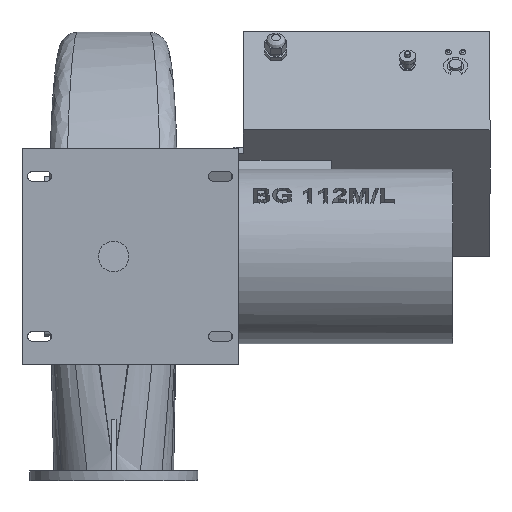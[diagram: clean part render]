
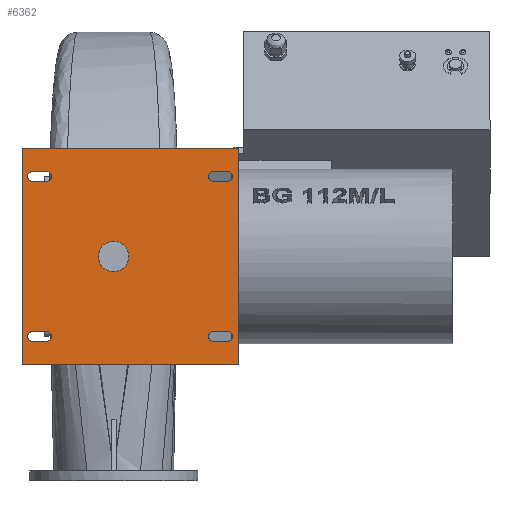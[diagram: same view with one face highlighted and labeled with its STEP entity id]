
A CAD part, left-side view. The second image highlights one B-rep face of the part: STEP entity #6362.
In plain terms, the highlighted planar face has unit normal (-1, 0, 0).
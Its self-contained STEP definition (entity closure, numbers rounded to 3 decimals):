
#5246=CARTESIAN_POINT('',(0.,155.5,-154.));
#5247=VERTEX_POINT('',#5246);
#5248=CARTESIAN_POINT('',(0.,155.5,-135.));
#5249=DIRECTION('',(-1.0,0.0,0.0));
#5250=DIRECTION('',(0.0,0.0,1.0));
#5251=AXIS2_PLACEMENT_3D('',#5248,#5249,#5250);
#5252=CIRCLE('',#5251,19.0);
#5253=EDGE_CURVE('',#5247,#5247,#5252,.T.);
#5585=CARTESIAN_POINT('',(0.,0.,-270.));
#5586=VERTEX_POINT('',#5585);
#5593=CARTESIAN_POINT('',(0.,270.,-270.));
#5594=VERTEX_POINT('',#5593);
#5595=CARTESIAN_POINT('',(0.,0.,-270.));
#5596=DIRECTION('',(0.0,1.0,0.0));
#5597=VECTOR('',#5596,270.0);
#5598=LINE('',#5595,#5597);
#5599=EDGE_CURVE('',#5586,#5594,#5598,.T.);
#5682=CARTESIAN_POINT('',(0.,31.,-29.));
#5683=VERTEX_POINT('',#5682);
#5690=CARTESIAN_POINT('',(0.,31.,-41.));
#5691=VERTEX_POINT('',#5690);
#5692=CARTESIAN_POINT('',(0.,31.,-35.));
#5693=DIRECTION('',(-1.0,0.0,0.0));
#5694=DIRECTION('',(0.0,0.0,-1.0));
#5695=AXIS2_PLACEMENT_3D('',#5692,#5693,#5694);
#5696=CIRCLE('',#5695,6.0);
#5697=EDGE_CURVE('',#5683,#5691,#5696,.T.);
#5721=CARTESIAN_POINT('',(0.,13.,-29.));
#5722=VERTEX_POINT('',#5721);
#5729=CARTESIAN_POINT('',(0.,13.,-29.));
#5730=DIRECTION('',(0.0,1.0,0.0));
#5731=VECTOR('',#5730,18.);
#5732=LINE('',#5729,#5731);
#5733=EDGE_CURVE('',#5722,#5683,#5732,.T.);
#5753=CARTESIAN_POINT('',(0.,13.,-41.));
#5754=VERTEX_POINT('',#5753);
#5761=CARTESIAN_POINT('',(0.,13.,-35.));
#5762=DIRECTION('',(-1.0,0.0,0.0));
#5763=DIRECTION('',(0.0,0.0,1.0));
#5764=AXIS2_PLACEMENT_3D('',#5761,#5762,#5763);
#5765=CIRCLE('',#5764,6.);
#5766=EDGE_CURVE('',#5754,#5722,#5765,.T.);
#5784=CARTESIAN_POINT('',(0.,31.,-41.));
#5785=DIRECTION('',(0.0,-1.0,0.0));
#5786=VECTOR('',#5785,18.);
#5787=LINE('',#5784,#5786);
#5788=EDGE_CURVE('',#5691,#5754,#5787,.T.);
#5809=CARTESIAN_POINT('',(0.,31.,-241.));
#5810=VERTEX_POINT('',#5809);
#5817=CARTESIAN_POINT('',(0.,13.,-241.));
#5818=VERTEX_POINT('',#5817);
#5819=CARTESIAN_POINT('',(0.,31.,-241.));
#5820=DIRECTION('',(0.0,-1.0,0.0));
#5821=VECTOR('',#5820,18.);
#5822=LINE('',#5819,#5821);
#5823=EDGE_CURVE('',#5810,#5818,#5822,.T.);
#5849=CARTESIAN_POINT('',(0.,13.,-229.));
#5850=VERTEX_POINT('',#5849);
#5851=CARTESIAN_POINT('',(0.,13.,-235.));
#5852=DIRECTION('',(-1.0,0.0,0.0));
#5853=DIRECTION('',(0.0,0.0,1.0));
#5854=AXIS2_PLACEMENT_3D('',#5851,#5852,#5853);
#5855=CIRCLE('',#5854,6.);
#5856=EDGE_CURVE('',#5818,#5850,#5855,.T.);
#5881=CARTESIAN_POINT('',(0.,31.,-229.));
#5882=VERTEX_POINT('',#5881);
#5883=CARTESIAN_POINT('',(0.,13.,-229.));
#5884=DIRECTION('',(0.0,1.0,0.0));
#5885=VECTOR('',#5884,18.);
#5886=LINE('',#5883,#5885);
#5887=EDGE_CURVE('',#5850,#5882,#5886,.T.);
#5911=CARTESIAN_POINT('',(0.,31.,-235.));
#5912=DIRECTION('',(-1.0,0.0,0.0));
#5913=DIRECTION('',(0.0,0.0,-1.0));
#5914=AXIS2_PLACEMENT_3D('',#5911,#5912,#5913);
#5915=CIRCLE('',#5914,6.0);
#5916=EDGE_CURVE('',#5882,#5810,#5915,.T.);
#5938=CARTESIAN_POINT('',(0.,257.,-229.));
#5939=VERTEX_POINT('',#5938);
#5946=CARTESIAN_POINT('',(0.,257.,-241.));
#5947=VERTEX_POINT('',#5946);
#5948=CARTESIAN_POINT('',(0.,257.,-235.));
#5949=DIRECTION('',(-1.0,0.0,0.0));
#5950=DIRECTION('',(0.0,0.0,1.0));
#5951=AXIS2_PLACEMENT_3D('',#5948,#5949,#5950);
#5952=CIRCLE('',#5951,6.);
#5953=EDGE_CURVE('',#5939,#5947,#5952,.T.);
#5977=CARTESIAN_POINT('',(0.,239.,-229.));
#5978=VERTEX_POINT('',#5977);
#5985=CARTESIAN_POINT('',(0.,239.,-229.));
#5986=DIRECTION('',(0.0,1.0,0.0));
#5987=VECTOR('',#5986,18.);
#5988=LINE('',#5985,#5987);
#5989=EDGE_CURVE('',#5978,#5939,#5988,.T.);
#6009=CARTESIAN_POINT('',(0.,239.,-241.));
#6010=VERTEX_POINT('',#6009);
#6017=CARTESIAN_POINT('',(0.,239.,-235.));
#6018=DIRECTION('',(-1.0,0.0,0.0));
#6019=DIRECTION('',(0.0,0.0,-1.0));
#6020=AXIS2_PLACEMENT_3D('',#6017,#6018,#6019);
#6021=CIRCLE('',#6020,6.);
#6022=EDGE_CURVE('',#6010,#5978,#6021,.T.);
#6040=CARTESIAN_POINT('',(0.,257.,-241.));
#6041=DIRECTION('',(0.0,-1.0,0.0));
#6042=VECTOR('',#6041,18.0);
#6043=LINE('',#6040,#6042);
#6044=EDGE_CURVE('',#5947,#6010,#6043,.T.);
#6065=CARTESIAN_POINT('',(0.,257.,-41.));
#6066=VERTEX_POINT('',#6065);
#6073=CARTESIAN_POINT('',(0.,239.,-41.));
#6074=VERTEX_POINT('',#6073);
#6075=CARTESIAN_POINT('',(0.,257.,-41.));
#6076=DIRECTION('',(0.0,-1.0,0.0));
#6077=VECTOR('',#6076,18.0);
#6078=LINE('',#6075,#6077);
#6079=EDGE_CURVE('',#6066,#6074,#6078,.T.);
#6105=CARTESIAN_POINT('',(0.,239.,-29.));
#6106=VERTEX_POINT('',#6105);
#6107=CARTESIAN_POINT('',(0.,239.,-35.));
#6108=DIRECTION('',(-1.0,0.0,0.0));
#6109=DIRECTION('',(0.0,0.0,-1.0));
#6110=AXIS2_PLACEMENT_3D('',#6107,#6108,#6109);
#6111=CIRCLE('',#6110,6.);
#6112=EDGE_CURVE('',#6074,#6106,#6111,.T.);
#6137=CARTESIAN_POINT('',(0.,257.,-29.));
#6138=VERTEX_POINT('',#6137);
#6139=CARTESIAN_POINT('',(0.,239.,-29.));
#6140=DIRECTION('',(0.0,1.0,0.0));
#6141=VECTOR('',#6140,18.);
#6142=LINE('',#6139,#6141);
#6143=EDGE_CURVE('',#6106,#6138,#6142,.T.);
#6167=CARTESIAN_POINT('',(0.,257.,-35.));
#6168=DIRECTION('',(-1.0,0.0,0.0));
#6169=DIRECTION('',(0.0,0.0,1.0));
#6170=AXIS2_PLACEMENT_3D('',#6167,#6168,#6169);
#6171=CIRCLE('',#6170,6.);
#6172=EDGE_CURVE('',#6138,#6066,#6171,.T.);
#6192=CARTESIAN_POINT('',(0.,270.,0.));
#6193=VERTEX_POINT('',#6192);
#6200=CARTESIAN_POINT('',(0.,0.,0.));
#6201=VERTEX_POINT('',#6200);
#6202=CARTESIAN_POINT('',(0.,270.,0.));
#6203=DIRECTION('',(0.0,-1.0,0.0));
#6204=VECTOR('',#6203,270.0);
#6205=LINE('',#6202,#6204);
#6206=EDGE_CURVE('',#6193,#6201,#6205,.T.);
#6231=CARTESIAN_POINT('',(0.,270.,-270.));
#6232=DIRECTION('',(0.0,0.0,1.0));
#6233=VECTOR('',#6232,270.0);
#6234=LINE('',#6231,#6233);
#6235=EDGE_CURVE('',#5594,#6193,#6234,.T.);
#6315=CARTESIAN_POINT('',(0.,0.,0.));
#6316=DIRECTION('',(0.0,0.0,-1.0));
#6317=VECTOR('',#6316,270.0);
#6318=LINE('',#6315,#6317);
#6319=EDGE_CURVE('',#6201,#5586,#6318,.T.);
#6324=CARTESIAN_POINT('',(0.,0.,-135.));
#6325=DIRECTION('',(1.0,0.0,0.0));
#6326=DIRECTION('',(0.0,-1.0,0.0));
#6327=AXIS2_PLACEMENT_3D('',#6324,#6325,#6326);
#6328=PLANE('',#6327);
#6329=ORIENTED_EDGE('',*,*,#5599,.F.);
#6330=ORIENTED_EDGE('',*,*,#6319,.F.);
#6331=ORIENTED_EDGE('',*,*,#6206,.F.);
#6332=ORIENTED_EDGE('',*,*,#6235,.F.);
#6333=EDGE_LOOP('',(#6329,#6330,#6331,#6332));
#6334=FACE_OUTER_BOUND('',#6333,.T.);
#6335=ORIENTED_EDGE('',*,*,#5253,.F.);
#6336=EDGE_LOOP('',(#6335));
#6337=FACE_BOUND('',#6336,.T.);
#6338=ORIENTED_EDGE('',*,*,#5697,.F.);
#6339=ORIENTED_EDGE('',*,*,#5733,.F.);
#6340=ORIENTED_EDGE('',*,*,#5766,.F.);
#6341=ORIENTED_EDGE('',*,*,#5788,.F.);
#6342=EDGE_LOOP('',(#6338,#6339,#6340,#6341));
#6343=FACE_BOUND('',#6342,.T.);
#6344=ORIENTED_EDGE('',*,*,#5823,.F.);
#6345=ORIENTED_EDGE('',*,*,#5916,.F.);
#6346=ORIENTED_EDGE('',*,*,#5887,.F.);
#6347=ORIENTED_EDGE('',*,*,#5856,.F.);
#6348=EDGE_LOOP('',(#6344,#6345,#6346,#6347));
#6349=FACE_BOUND('',#6348,.T.);
#6350=ORIENTED_EDGE('',*,*,#5953,.F.);
#6351=ORIENTED_EDGE('',*,*,#5989,.F.);
#6352=ORIENTED_EDGE('',*,*,#6022,.F.);
#6353=ORIENTED_EDGE('',*,*,#6044,.F.);
#6354=EDGE_LOOP('',(#6350,#6351,#6352,#6353));
#6355=FACE_BOUND('',#6354,.T.);
#6356=ORIENTED_EDGE('',*,*,#6079,.F.);
#6357=ORIENTED_EDGE('',*,*,#6172,.F.);
#6358=ORIENTED_EDGE('',*,*,#6143,.F.);
#6359=ORIENTED_EDGE('',*,*,#6112,.F.);
#6360=EDGE_LOOP('',(#6356,#6357,#6358,#6359));
#6361=FACE_BOUND('',#6360,.T.);
#6362=ADVANCED_FACE('',(#6334,#6337,#6343,#6349,#6355,#6361),#6328,.F.);
